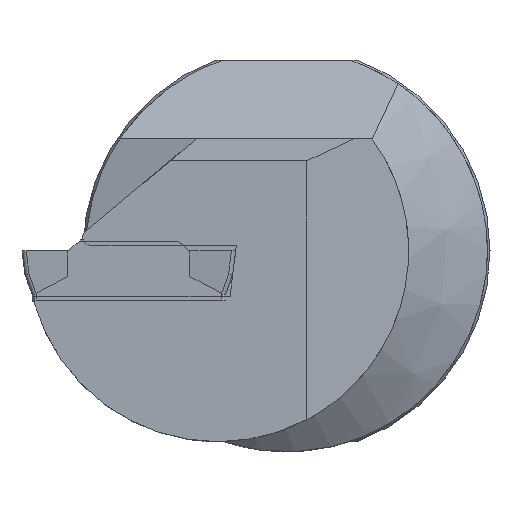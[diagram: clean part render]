
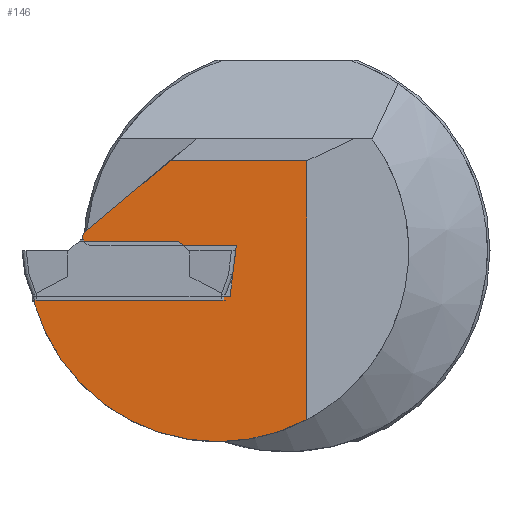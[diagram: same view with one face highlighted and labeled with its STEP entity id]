
A CAD part, left-side view. The second image highlights one B-rep face of the part: STEP entity #146.
In plain terms, the highlighted planar face has unit normal (-1, 0, 0).
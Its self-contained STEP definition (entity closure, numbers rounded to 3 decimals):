
#45=CIRCLE('',#1264,18.75);
#46=CIRCLE('',#1265,0.8);
#146=ADVANCED_FACE('',(#250),#195,.T.);
#195=PLANE('',#1266);
#250=FACE_OUTER_BOUND('',#312,.T.);
#312=EDGE_LOOP('',(#586,#587,#588,#589,#590,#591,#592,#593,#594));
#586=ORIENTED_EDGE('',*,*,#929,.T.);
#587=ORIENTED_EDGE('',*,*,#930,.T.);
#588=ORIENTED_EDGE('',*,*,#931,.F.);
#589=ORIENTED_EDGE('',*,*,#932,.F.);
#590=ORIENTED_EDGE('',*,*,#933,.F.);
#591=ORIENTED_EDGE('',*,*,#934,.T.);
#592=ORIENTED_EDGE('',*,*,#935,.F.);
#593=ORIENTED_EDGE('',*,*,#936,.T.);
#594=ORIENTED_EDGE('',*,*,#937,.T.);
#784=VERTEX_POINT('',#2004);
#785=VERTEX_POINT('',#2005);
#786=VERTEX_POINT('',#2007);
#787=VERTEX_POINT('',#2009);
#788=VERTEX_POINT('',#2011);
#789=VERTEX_POINT('',#2013);
#790=VERTEX_POINT('',#2015);
#791=VERTEX_POINT('',#2017);
#792=VERTEX_POINT('',#2019);
#929=EDGE_CURVE('',#784,#785,#1053,.T.);
#930=EDGE_CURVE('',#785,#786,#1054,.T.);
#931=EDGE_CURVE('',#787,#786,#1055,.T.);
#932=EDGE_CURVE('',#788,#787,#45,.T.);
#933=EDGE_CURVE('',#789,#788,#1056,.T.);
#934=EDGE_CURVE('',#789,#790,#1057,.T.);
#935=EDGE_CURVE('',#791,#790,#1058,.T.);
#936=EDGE_CURVE('',#791,#792,#46,.T.);
#937=EDGE_CURVE('',#792,#784,#1059,.T.);
#1053=LINE('',#2003,#1160);
#1054=LINE('',#2006,#1161);
#1055=LINE('',#2008,#1162);
#1056=LINE('',#2012,#1163);
#1057=LINE('',#2014,#1164);
#1058=LINE('',#2016,#1165);
#1059=LINE('',#2020,#1166);
#1160=VECTOR('',#1523,1.);
#1161=VECTOR('',#1524,1.);
#1162=VECTOR('',#1525,1.);
#1163=VECTOR('',#1528,1.);
#1164=VECTOR('',#1529,1.);
#1165=VECTOR('',#1530,1.);
#1166=VECTOR('',#1533,1.);
#1264=AXIS2_PLACEMENT_3D('',#2010,#1526,#1527);
#1265=AXIS2_PLACEMENT_3D('',#2018,#1531,#1532);
#1266=AXIS2_PLACEMENT_3D('',#2021,#1534,#1535);
#1523=DIRECTION('',(0.,0.122,-0.993));
#1524=DIRECTION('',(0.,1.,0.));
#1525=DIRECTION('',(0.,0.122,0.993));
#1526=DIRECTION('',(1.,0.,0.));
#1527=DIRECTION('',(0.,0.,1.));
#1528=DIRECTION('',(0.,0.,-1.));
#1529=DIRECTION('',(0.,1.,0.));
#1530=DIRECTION('',(0.,-0.766,0.643));
#1531=DIRECTION('',(-1.,0.,0.));
#1532=DIRECTION('',(0.,0.,1.));
#1533=DIRECTION('',(0.,-1.,0.));
#1534=DIRECTION('',(-1.,0.,0.));
#1535=DIRECTION('',(0.,0.,1.));
#2003=CARTESIAN_POINT('',(0.4,4.926,0.605));
#2004=CARTESIAN_POINT('',(0.4,4.932,0.551));
#2005=CARTESIAN_POINT('',(0.4,5.547,-4.451));
#2006=CARTESIAN_POINT('',(0.4,0.,-4.451));
#2007=CARTESIAN_POINT('',(0.4,24.855,-4.451));
#2008=CARTESIAN_POINT('',(0.4,25.024,-3.073));
#2009=CARTESIAN_POINT('',(0.4,24.762,-5.21));
#2010=CARTESIAN_POINT('',(0.4,6.75,0.));
#2011=CARTESIAN_POINT('',(0.4,-2.,-16.583));
#2012=CARTESIAN_POINT('',(0.4,-2.,410.819));
#2013=CARTESIAN_POINT('',(0.4,-2.,8.855));
#2014=CARTESIAN_POINT('',(0.4,0.,8.855));
#2015=CARTESIAN_POINT('',(0.4,11.447,8.855));
#2016=CARTESIAN_POINT('',(0.4,9.09,10.833));
#2017=CARTESIAN_POINT('',(0.4,19.919,1.747));
#2018=CARTESIAN_POINT('',(0.4,19.223,1.351));
#2019=CARTESIAN_POINT('',(0.4,19.223,0.551));
#2020=CARTESIAN_POINT('',(0.4,0.,0.551));
#2021=CARTESIAN_POINT('',(0.4,0.,0.));
